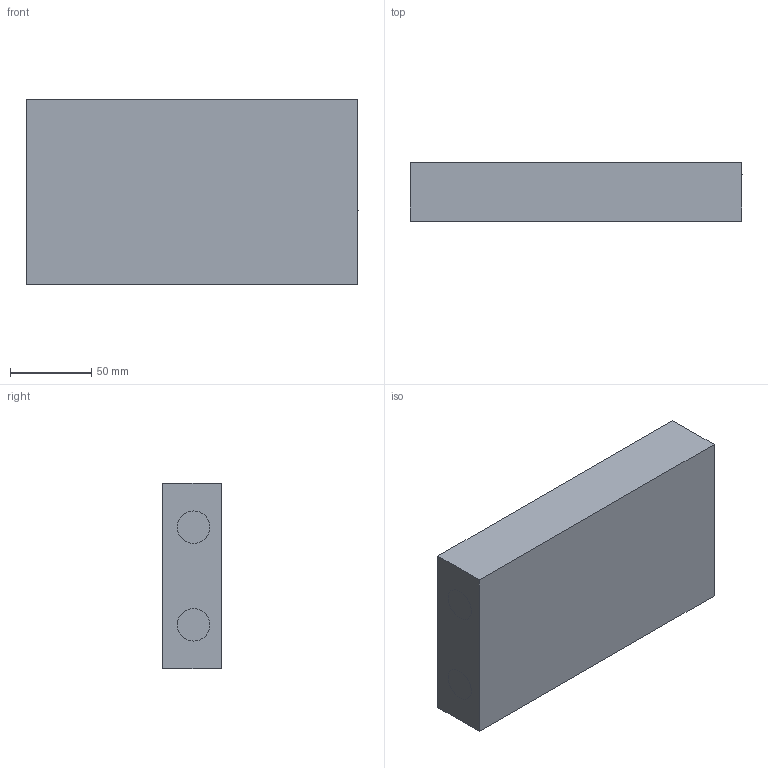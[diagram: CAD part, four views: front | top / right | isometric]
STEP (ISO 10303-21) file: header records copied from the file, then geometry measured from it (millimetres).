
FILE_DESCRIPTION(('STEP AP214'),'1');
FILE_NAME('dianzijixiang7.stp','2023-02-09T07:33:47',(' '),(' '),'Spatial InterOp 3D',' ',' ');
FILE_SCHEMA(('AUTOMOTIVE_DESIGN { 1 0 10303 214 1 1 1 1 }'));
Length unit declared in the file: metre
Products named in the file (13): dianzijixiang7; dianzijixiang2; Small-flash; Large-flash; DDR; DDR(2); DDR(3); DDR(4); Bridge_mold; AGP-mold; AGP_Heatsink; Board; casing
Assembly tree (12 placements, depth 2):
  dianzijixiang7
    dianzijixiang2
    Small-flash
    Large-flash
    DDR
    DDR(2)
    DDR(3)
    DDR(4)
    Bridge_mold
    AGP-mold
    AGP_Heatsink
    Board
    casing
Bounding box: 204 x 36 x 114 mm (x, y, z)
Volume: 180317.6 mm3; surface area: 203216.7 mm2
Topology: 11 solids, 28 shells, 275 faces, 827 edges, 593 vertices
Faces by surface type: plane 211, cylinder 64
Entity records: 13288 total; most frequent: CARTESIAN_POINT 1708, DIRECTION 1595, ORIENTED_EDGE 1530, EDGE_CURVE 827, STYLED_ITEM 718, PRESENTATION_STYLE_ASSIGNMENT 718, COLOUR_RGB 718, CURVE_STYLE 699
